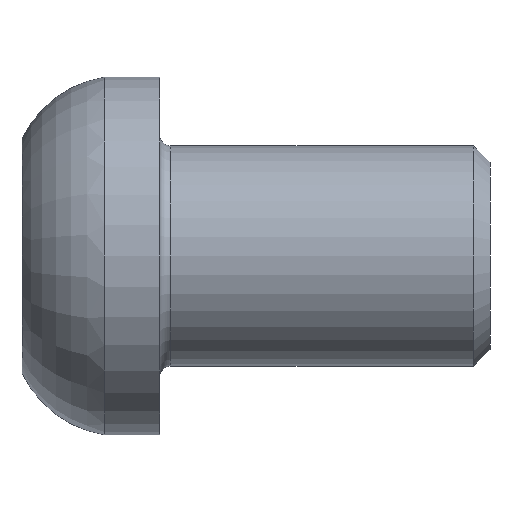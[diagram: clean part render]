
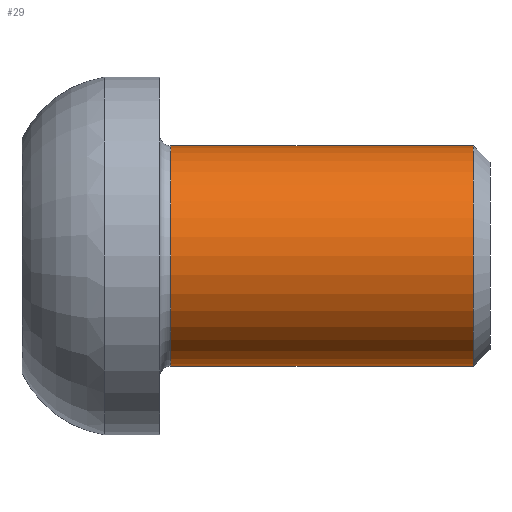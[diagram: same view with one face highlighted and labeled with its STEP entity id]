
A CAD part, front view. The second image highlights one B-rep face of the part: STEP entity #29.
In plain terms, the highlighted cylindrical face has radius 4 mm (diameter 8 mm), a partial arc.
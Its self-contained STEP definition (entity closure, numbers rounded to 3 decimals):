
#2 = DIRECTION ( 'NONE',  ( -1., 0., 0. ) ) ;
#28 = AXIS2_PLACEMENT_3D ( 'NONE', #718, #233, #342 ) ;
#29 = ADVANCED_FACE ( 'NONE', ( #46 ), #267, .T. ) ;
#34 = EDGE_CURVE ( 'NONE', #38, #314, #135, .T. ) ;
#38 = VERTEX_POINT ( 'NONE', #706 ) ;
#46 = FACE_OUTER_BOUND ( 'NONE', #269, .T. ) ;
#80 = ORIENTED_EDGE ( 'NONE', *, *, #474, .T. ) ;
#87 = DIRECTION ( 'NONE',  ( -1., 0., 0. ) ) ;
#91 = ORIENTED_EDGE ( 'NONE', *, *, #457, .F. ) ;
#115 = CARTESIAN_POINT ( 'NONE',  ( 0.4, 0., 4. ) ) ;
#132 = AXIS2_PLACEMENT_3D ( 'NONE', #388, #87, #165 ) ;
#135 = CIRCLE ( 'NONE', #28, 4. ) ;
#137 = EDGE_CURVE ( 'NONE', #38, #346, #157, .T. ) ;
#157 = LINE ( 'NONE', #542, #462 ) ;
#159 = VERTEX_POINT ( 'NONE', #115 ) ;
#165 = DIRECTION ( 'NONE',  ( 0., 0., 1. ) ) ;
#233 = DIRECTION ( 'NONE',  ( -1., 0., 0. ) ) ;
#236 = CARTESIAN_POINT ( 'NONE',  ( 11.4, 0., 4. ) ) ;
#267 = CYLINDRICAL_SURFACE ( 'NONE', #132, 4. ) ;
#269 = EDGE_LOOP ( 'NONE', ( #736, #662, #80, #91 ) ) ;
#296 = DIRECTION ( 'NONE',  ( 0., 0., 1. ) ) ;
#314 = VERTEX_POINT ( 'NONE', #236 ) ;
#342 = DIRECTION ( 'NONE',  ( 0., 0., 1. ) ) ;
#343 = VECTOR ( 'NONE', #666, 1000. ) ;
#346 = VERTEX_POINT ( 'NONE', #547 ) ;
#347 = DIRECTION ( 'NONE',  ( -1., 0., 0. ) ) ;
#372 = AXIS2_PLACEMENT_3D ( 'NONE', #675, #2, #296 ) ;
#388 = CARTESIAN_POINT ( 'NONE',  ( -29.104, 0., 0. ) ) ;
#390 = LINE ( 'NONE', #490, #343 ) ;
#457 = EDGE_CURVE ( 'NONE', #346, #159, #715, .T. ) ;
#462 = VECTOR ( 'NONE', #347, 1000. ) ;
#474 = EDGE_CURVE ( 'NONE', #314, #159, #390, .T. ) ;
#490 = CARTESIAN_POINT ( 'NONE',  ( -29.104, 0., 4. ) ) ;
#542 = CARTESIAN_POINT ( 'NONE',  ( -29.104, 0., -4. ) ) ;
#547 = CARTESIAN_POINT ( 'NONE',  ( 0.4, 0., -4. ) ) ;
#662 = ORIENTED_EDGE ( 'NONE', *, *, #34, .T. ) ;
#666 = DIRECTION ( 'NONE',  ( -1., 0., 0. ) ) ;
#675 = CARTESIAN_POINT ( 'NONE',  ( 0.4, 0., 0. ) ) ;
#706 = CARTESIAN_POINT ( 'NONE',  ( 11.4, 0., -4. ) ) ;
#715 = CIRCLE ( 'NONE', #372, 4. ) ;
#718 = CARTESIAN_POINT ( 'NONE',  ( 11.4, 0., 0. ) ) ;
#736 = ORIENTED_EDGE ( 'NONE', *, *, #137, .F. ) ;
